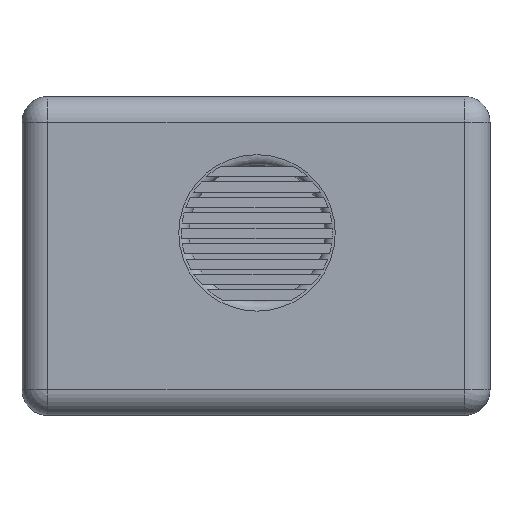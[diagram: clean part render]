
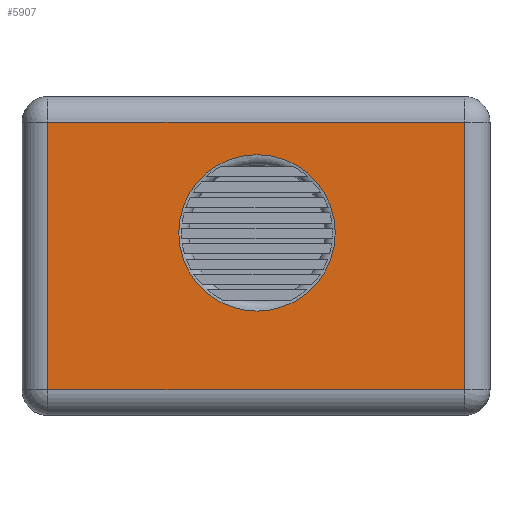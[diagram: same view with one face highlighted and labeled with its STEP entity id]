
A CAD part, top view. The second image highlights one B-rep face of the part: STEP entity #5907.
In plain terms, the highlighted planar face has unit normal (0, 0, 1).
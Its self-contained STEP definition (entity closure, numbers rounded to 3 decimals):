
#125=FACE_BOUND('',#1194,.T.);
#329=CIRCLE('',#6385,15.221);
#553=PLANE('',#6506);
#844=FACE_OUTER_BOUND('',#1193,.T.);
#1193=EDGE_LOOP('',(#5350,#5351,#5352,#5353));
#1194=EDGE_LOOP('',(#5354));
#1580=LINE('',#10658,#2083);
#1582=LINE('',#10667,#2085);
#1700=LINE('',#11065,#2203);
#1701=LINE('',#11066,#2204);
#2083=VECTOR('',#7775,10.);
#2085=VECTOR('',#7783,10.);
#2203=VECTOR('',#8125,10.);
#2204=VECTOR('',#8126,10.);
#2722=VERTEX_POINT('',#10641);
#2728=VERTEX_POINT('',#10655);
#2729=VERTEX_POINT('',#10657);
#2732=VERTEX_POINT('',#10664);
#2733=VERTEX_POINT('',#10666);
#3513=EDGE_CURVE('',#2722,#2722,#329,.T.);
#3520=EDGE_CURVE('',#2728,#2729,#1580,.T.);
#3524=EDGE_CURVE('',#2732,#2733,#1582,.T.);
#3702=EDGE_CURVE('',#2733,#2728,#1700,.T.);
#3703=EDGE_CURVE('',#2729,#2732,#1701,.T.);
#5350=ORIENTED_EDGE('',*,*,#3702,.F.);
#5351=ORIENTED_EDGE('',*,*,#3524,.F.);
#5352=ORIENTED_EDGE('',*,*,#3703,.F.);
#5353=ORIENTED_EDGE('',*,*,#3520,.F.);
#5354=ORIENTED_EDGE('',*,*,#3513,.F.);
#5907=ADVANCED_FACE('',(#844,#125),#553,.T.);
#6385=AXIS2_PLACEMENT_3D('',#10642,#7759,#7760);
#6506=AXIS2_PLACEMENT_3D('',#11064,#8123,#8124);
#7759=DIRECTION('center_axis',(0.,0.,1.));
#7760=DIRECTION('ref_axis',(-1.,0.,0.));
#7775=DIRECTION('',(0.,1.,0.));
#7783=DIRECTION('',(0.,-1.,0.));
#8123=DIRECTION('center_axis',(0.,0.,1.));
#8124=DIRECTION('ref_axis',(1.,0.,0.));
#8125=DIRECTION('',(-1.,0.,0.));
#8126=DIRECTION('',(1.,0.,0.));
#10641=CARTESIAN_POINT('',(57.935,32.463,30.021));
#10642=CARTESIAN_POINT('Origin',(42.713,32.463,30.021));
#10655=CARTESIAN_POINT('',(2.035,1.999,30.021));
#10657=CARTESIAN_POINT('',(2.035,53.999,30.021));
#10658=CARTESIAN_POINT('',(2.035,43.499,30.021));
#10664=CARTESIAN_POINT('',(83.035,53.999,30.021));
#10666=CARTESIAN_POINT('',(83.035,1.999,30.021));
#10667=CARTESIAN_POINT('',(83.035,12.499,30.021));
#11064=CARTESIAN_POINT('Origin',(42.535,27.999,30.021));
#11065=CARTESIAN_POINT('',(19.785,1.999,30.021));
#11066=CARTESIAN_POINT('',(65.285,53.999,30.021));
